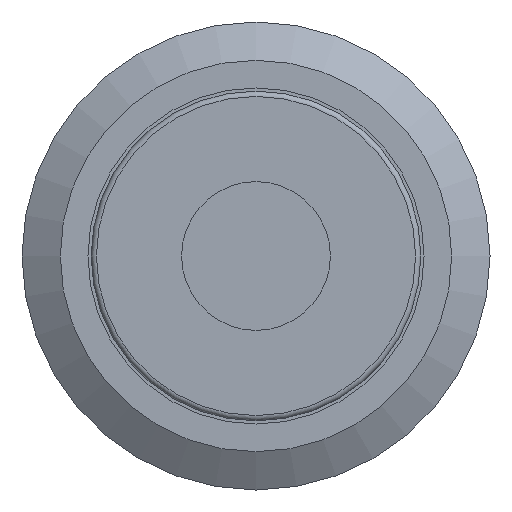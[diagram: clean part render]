
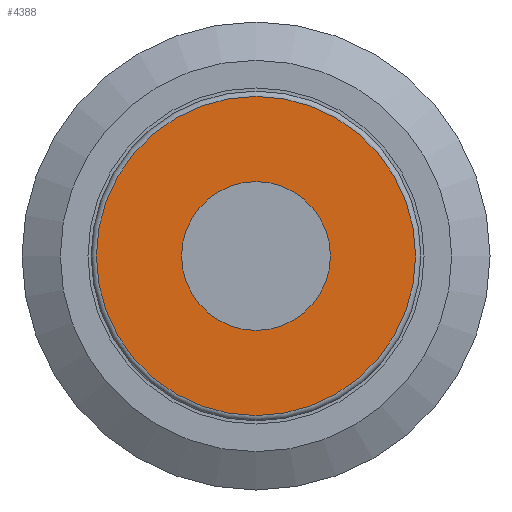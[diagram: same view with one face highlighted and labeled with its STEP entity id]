
A CAD part, left-side view. The second image highlights one B-rep face of the part: STEP entity #4388.
In plain terms, the highlighted planar face has unit normal (-1, 0, 0).
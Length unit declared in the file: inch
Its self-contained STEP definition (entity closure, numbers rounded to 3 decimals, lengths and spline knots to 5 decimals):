
#103=FACE_BOUND('',#571,.T.);
#145=PLANE('',#4663);
#324=FACE_OUTER_BOUND('',#570,.T.);
#570=EDGE_LOOP('',(#3046));
#571=EDGE_LOOP('',(#3047));
#1813=CIRCLE('',#4652,0.1378);
#1818=CIRCLE('',#4660,0.29528);
#1935=VERTEX_POINT('',#6160);
#1939=VERTEX_POINT('',#6172);
#2371=EDGE_CURVE('',#1935,#1935,#1813,.T.);
#2377=EDGE_CURVE('',#1939,#1939,#1818,.T.);
#3046=ORIENTED_EDGE('',*,*,#2377,.F.);
#3047=ORIENTED_EDGE('',*,*,#2371,.T.);
#4388=ADVANCED_FACE('',(#324,#103),#145,.F.);
#4652=AXIS2_PLACEMENT_3D('',#6161,#5000,#5001);
#4660=AXIS2_PLACEMENT_3D('',#6174,#5017,#5018);
#4663=AXIS2_PLACEMENT_3D('',#6179,#5024,#5025);
#5000=DIRECTION('center_axis',(1.,0.,0.));
#5001=DIRECTION('ref_axis',(0.,0.,1.));
#5017=DIRECTION('center_axis',(1.,0.,0.));
#5018=DIRECTION('ref_axis',(0.,0.,1.));
#5024=DIRECTION('center_axis',(1.,0.,0.));
#5025=DIRECTION('ref_axis',(0.,0.,1.));
#6160=CARTESIAN_POINT('',(-0.07087,-0.1378,0.));
#6161=CARTESIAN_POINT('Origin',(-0.07087,0.,0.));
#6172=CARTESIAN_POINT('',(-0.07087,0.,-0.29528));
#6174=CARTESIAN_POINT('Origin',(-0.07087,0.,0.));
#6179=CARTESIAN_POINT('Origin',(-0.07087,0.,0.));
